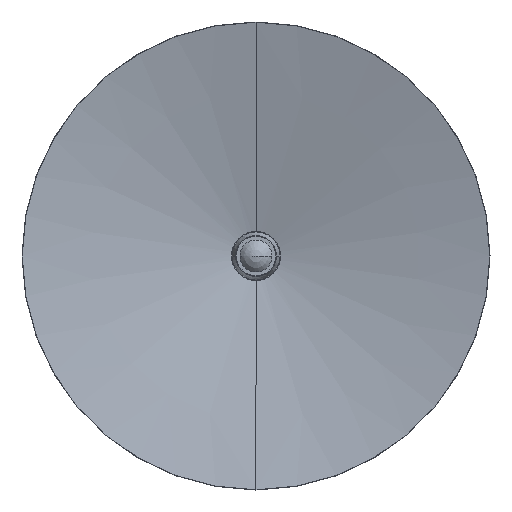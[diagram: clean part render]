
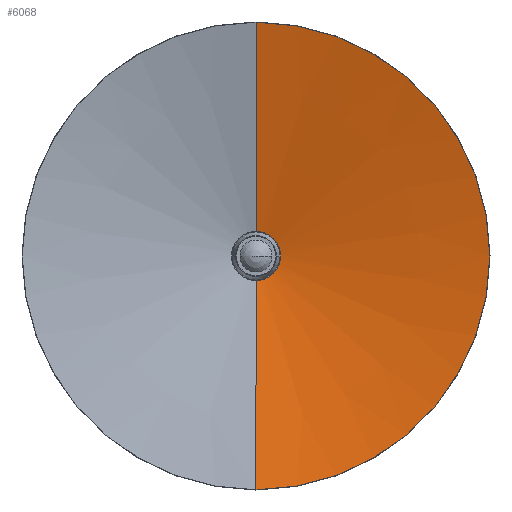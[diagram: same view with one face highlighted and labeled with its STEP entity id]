
A CAD part, front view. The second image highlights one B-rep face of the part: STEP entity #6068.
In plain terms, the highlighted conical face has half-angle 76.43 degrees and reference radius 237.36 mm.
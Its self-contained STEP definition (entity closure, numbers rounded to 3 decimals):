
#4856=DIRECTION('',(-0.972,-0.235,0.));
#4857=VECTOR('',#4856,395.379);
#4858=CARTESIAN_POINT('',(-45.189,59.689,
0.));
#4859=LINE('',#4858,#4857);
#4860=CARTESIAN_POINT('',(0.,-33.08,0.));
#4861=DIRECTION('',(0.,1.,0.));
#4862=DIRECTION('',(-1.,0.,0.));
#4863=AXIS2_PLACEMENT_3D('',#4860,#4861,#4862);
#4865=DIRECTION('',(-0.972,0.235,0.));
#4866=VECTOR('',#4865,395.379);
#4867=CARTESIAN_POINT('',(429.531,-33.08,
0.));
#4868=LINE('',#4867,#4866);
#4869=CARTESIAN_POINT('',(0.,59.689,0.));
#4870=DIRECTION('',(0.,1.,0.));
#4871=DIRECTION('',(-1.,0.,0.));
#4872=AXIS2_PLACEMENT_3D('',#4869,#4870,#4871);
#5002=CARTESIAN_POINT('',(-45.189,59.689,0.));
#5003=CARTESIAN_POINT('',(45.189,59.689,0.));
#5004=VERTEX_POINT('',#5002);
#5005=VERTEX_POINT('',#5003);
#5039=CARTESIAN_POINT('',(-429.531,-33.08,0.));
#5041=VERTEX_POINT('',#5039);
#5043=CARTESIAN_POINT('',(429.531,-33.08,
0.));
#5045=VERTEX_POINT('',#5043);
#6054=CARTESIAN_POINT('',(0.,13.305,0.));
#6055=DIRECTION('',(0.,-1.,0.));
#6056=DIRECTION('',(-1.,0.,0.));
#6057=AXIS2_PLACEMENT_3D('',#6054,#6055,#6056);
#6058=CONICAL_SURFACE('',#6057,237.36,76.43);
#6060=ORIENTED_EDGE('',*,*,#6059,.T.);
#6061=ORIENTED_EDGE('',*,*,#6049,.T.);
#6063=ORIENTED_EDGE('',*,*,#6062,.T.);
#6065=ORIENTED_EDGE('',*,*,#6064,.F.);
#6066=EDGE_LOOP('',(#6060,#6061,#6063,#6065));
#6067=FACE_OUTER_BOUND('',#6066,.F.);
#6068=ADVANCED_FACE('',(#6067),#6058,.F.);
#4864=CIRCLE('',#4863,429.531);
#4873=CIRCLE('',#4872,45.189);
#6049=EDGE_CURVE('',#5041,#5045,#4864,.T.);
#6059=EDGE_CURVE('',#5004,#5041,#4859,.T.);
#6062=EDGE_CURVE('',#5045,#5005,#4868,.T.);
#6064=EDGE_CURVE('',#5004,#5005,#4873,.T.);
